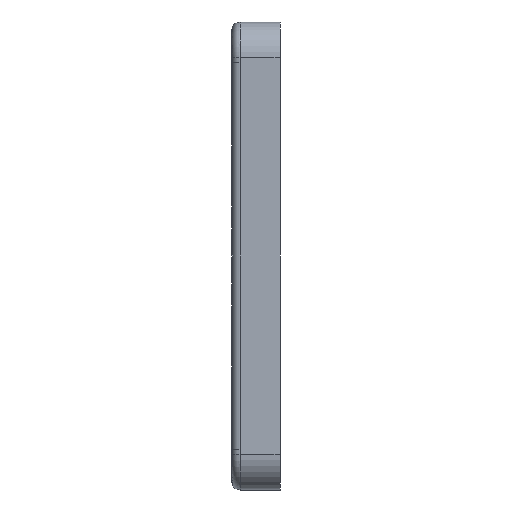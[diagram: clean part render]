
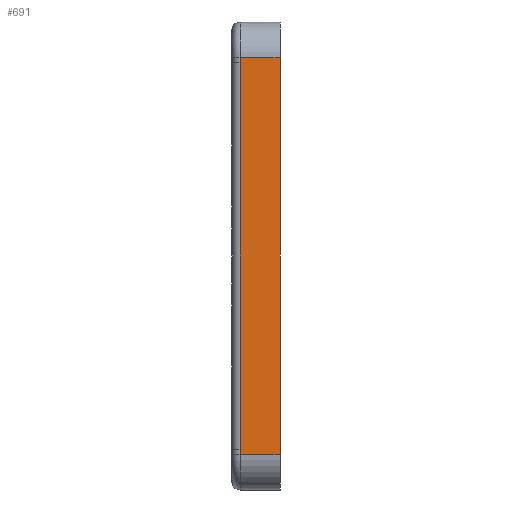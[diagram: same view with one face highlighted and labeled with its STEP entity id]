
A CAD part, left-side view. The second image highlights one B-rep face of the part: STEP entity #691.
In plain terms, the highlighted planar face has unit normal (-1, 0, 0).
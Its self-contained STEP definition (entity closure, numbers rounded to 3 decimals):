
#28=PLANE('',#773);
#80=FACE_OUTER_BOUND('',#117,.T.);
#117=EDGE_LOOP('',(#610,#611,#612,#613));
#128=LINE('',#1036,#186);
#175=LINE('',#1235,#233);
#176=LINE('',#1239,#234);
#177=LINE('',#1240,#235);
#186=VECTOR('',#812,10.);
#233=VECTOR('',#959,10.);
#234=VECTOR('',#964,10.);
#235=VECTOR('',#965,10.);
#283=VERTEX_POINT('',#1026);
#285=VERTEX_POINT('',#1035);
#331=VERTEX_POINT('',#1234);
#332=VERTEX_POINT('',#1238);
#352=EDGE_CURVE('',#283,#285,#128,.T.);
#429=EDGE_CURVE('',#331,#285,#175,.T.);
#431=EDGE_CURVE('',#332,#283,#176,.T.);
#432=EDGE_CURVE('',#332,#331,#177,.T.);
#610=ORIENTED_EDGE('',*,*,#352,.F.);
#611=ORIENTED_EDGE('',*,*,#431,.F.);
#612=ORIENTED_EDGE('',*,*,#432,.T.);
#613=ORIENTED_EDGE('',*,*,#429,.T.);
#691=ADVANCED_FACE('',(#80),#28,.T.);
#773=AXIS2_PLACEMENT_3D('',#1237,#962,#963);
#812=DIRECTION('',(0.,0.,1.));
#959=DIRECTION('',(0.,1.,0.));
#962=DIRECTION('center_axis',(-1.,0.,0.));
#963=DIRECTION('ref_axis',(0.,0.,1.));
#964=DIRECTION('',(0.,1.,0.));
#965=DIRECTION('',(0.,0.,1.));
#1026=CARTESIAN_POINT('',(-36.85,2.4,-11.9));
#1035=CARTESIAN_POINT('',(-36.85,2.4,11.9));
#1036=CARTESIAN_POINT('',(-36.85,2.4,-5.95));
#1234=CARTESIAN_POINT('',(-36.85,0.,11.9));
#1235=CARTESIAN_POINT('',(-36.85,0.,11.9));
#1237=CARTESIAN_POINT('Origin',(-36.85,0.,-11.9));
#1238=CARTESIAN_POINT('',(-36.85,0.,-11.9));
#1239=CARTESIAN_POINT('',(-36.85,0.,-11.9));
#1240=CARTESIAN_POINT('',(-36.85,0.,-11.9));
